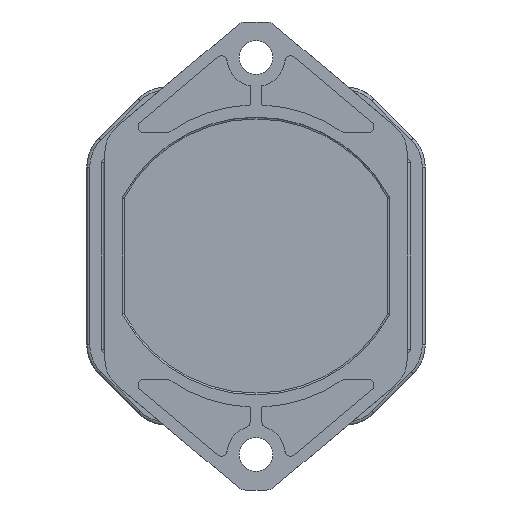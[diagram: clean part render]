
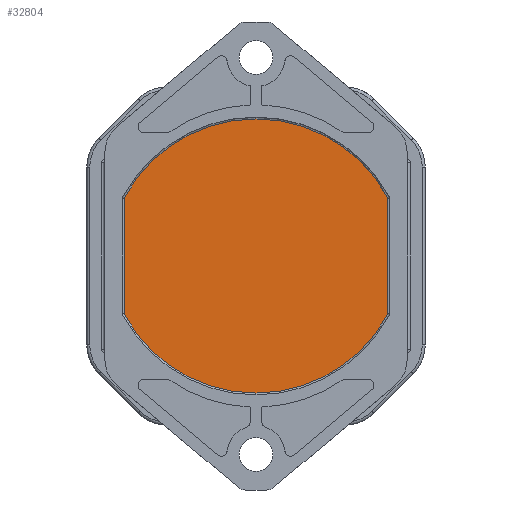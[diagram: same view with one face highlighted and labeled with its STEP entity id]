
A CAD part, front view. The second image highlights one B-rep face of the part: STEP entity #32804.
In plain terms, the highlighted face is planar.
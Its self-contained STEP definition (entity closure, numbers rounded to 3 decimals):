
#27500=CARTESIAN_POINT('',(24.824,1.05,
0.4));
#27535=CARTESIAN_POINT('',(44.676,46.45,
0.4));
#27537=CARTESIAN_POINT('',(44.676,1.05,
0.4));
#27558=DIRECTION('',(-1.,0.,0.));
#27559=VECTOR('',#27558,19.851);
#27560=CARTESIAN_POINT('',(44.676,46.45,
0.4));
#27561=LINE('',#27560,#27559);
#27562=CARTESIAN_POINT('',(36.874,23.75,0.4));
#27563=DIRECTION('',(0.,0.,1.));
#27564=DIRECTION('',(-0.469,0.883,0.));
#27565=AXIS2_PLACEMENT_3D('',#27562,#27563,#27564);
#27567=CARTESIAN_POINT('',(36.874,23.75,0.4));
#27568=DIRECTION('',(0.,0.,1.));
#27569=DIRECTION('',(-1.,0.,0.));
#27570=AXIS2_PLACEMENT_3D('',#27567,#27568,#27569);
#27572=DIRECTION('',(1.,0.,0.));
#27573=VECTOR('',#27572,19.851);
#27574=CARTESIAN_POINT('',(24.824,1.05,
0.4));
#27575=LINE('',#27574,#27573);
#27576=CARTESIAN_POINT('',(32.626,23.75,0.4));
#27577=DIRECTION('',(0.,0.,1.));
#27578=DIRECTION('',(0.469,-0.883,0.));
#27579=AXIS2_PLACEMENT_3D('',#27576,#27577,#27578);
#27581=CARTESIAN_POINT('',(32.626,23.75,0.4));
#27582=DIRECTION('',(0.,0.,1.));
#27583=DIRECTION('',(1.,0.,0.));
#27584=AXIS2_PLACEMENT_3D('',#27581,#27582,#27583);
#28887=CARTESIAN_POINT('',(11.174,23.75,0.4));
#28888=VERTEX_POINT('',#28887);
#28889=CARTESIAN_POINT('',(24.824,46.45,
0.4));
#28890=VERTEX_POINT('',#28889);
#28891=VERTEX_POINT('',#27500);
#28894=VERTEX_POINT('',#27537);
#28899=VERTEX_POINT('',#27535);
#28900=CARTESIAN_POINT('',(58.326,23.75,
0.4));
#28901=VERTEX_POINT('',#28900);
#32791=CARTESIAN_POINT('',(32.626,23.75,0.4));
#32792=DIRECTION('',(0.,0.,-1.));
#32793=DIRECTION('',(-1.,0.,0.));
#32794=AXIS2_PLACEMENT_3D('',#32791,#32792,#32793);
#32795=PLANE('',#32794);
#32796=ORIENTED_EDGE('',*,*,#32774,.T.);
#32797=ORIENTED_EDGE('',*,*,#32681,.T.);
#32798=ORIENTED_EDGE('',*,*,#32697,.T.);
#32799=ORIENTED_EDGE('',*,*,#32713,.T.);
#32800=ORIENTED_EDGE('',*,*,#32758,.T.);
#32801=ORIENTED_EDGE('',*,*,#32756,.T.);
#32802=EDGE_LOOP('',(#32796,#32797,#32798,#32799,#32800,#32801));
#32803=FACE_OUTER_BOUND('',#32802,.F.);
#32804=ADVANCED_FACE('',(#32803),#32795,.T.);
#27566=CIRCLE('',#27565,25.7);
#27571=CIRCLE('',#27570,25.7);
#27580=CIRCLE('',#27579,25.7);
#27585=CIRCLE('',#27584,25.7);
#32681=EDGE_CURVE('',#28890,#28888,#27566,.T.);
#32697=EDGE_CURVE('',#28888,#28891,#27571,.T.);
#32713=EDGE_CURVE('',#28891,#28894,#27575,.T.);
#32756=EDGE_CURVE('',#28901,#28899,#27585,.T.);
#32758=EDGE_CURVE('',#28894,#28901,#27580,.T.);
#32774=EDGE_CURVE('',#28899,#28890,#27561,.T.);
